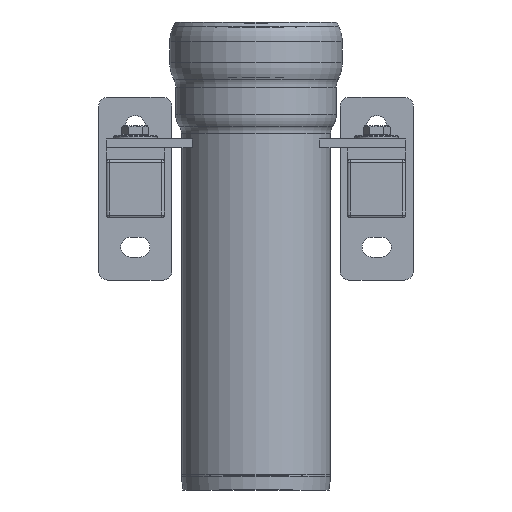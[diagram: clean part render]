
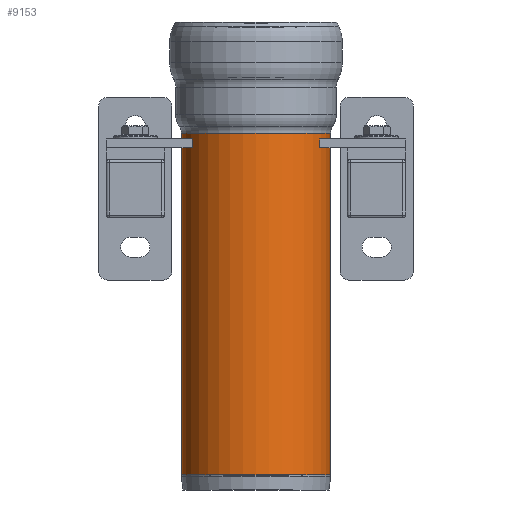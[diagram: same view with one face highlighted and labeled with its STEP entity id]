
A CAD part, front view. The second image highlights one B-rep face of the part: STEP entity #9153.
In plain terms, the highlighted cylindrical face has radius 51 mm (diameter 102 mm), a full revolution.
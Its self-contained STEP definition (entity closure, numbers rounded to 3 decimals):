
#887=FACE_OUTER_BOUND('',#1473,.T.);
#1473=EDGE_LOOP('',(#7500,#7501,#7502,#7503,#7504,#7505));
#2266=LINE('',#16131,#3078);
#3078=VECTOR('',#12044,51.);
#3623=CIRCLE('',#9949,51.);
#3624=CIRCLE('',#9950,51.);
#3629=CIRCLE('',#9957,51.);
#3630=CIRCLE('',#9958,51.);
#4333=VERTEX_POINT('',#16114);
#4334=VERTEX_POINT('',#16115);
#4338=VERTEX_POINT('',#16128);
#4339=VERTEX_POINT('',#16129);
#5433=EDGE_CURVE('',#4333,#4334,#3623,.T.);
#5434=EDGE_CURVE('',#4334,#4333,#3624,.T.);
#5440=EDGE_CURVE('',#4338,#4339,#3629,.T.);
#5441=EDGE_CURVE('',#4338,#4334,#2266,.T.);
#5442=EDGE_CURVE('',#4339,#4338,#3630,.T.);
#7500=ORIENTED_EDGE('',*,*,#5440,.F.);
#7501=ORIENTED_EDGE('',*,*,#5441,.T.);
#7502=ORIENTED_EDGE('',*,*,#5433,.F.);
#7503=ORIENTED_EDGE('',*,*,#5434,.F.);
#7504=ORIENTED_EDGE('',*,*,#5441,.F.);
#7505=ORIENTED_EDGE('',*,*,#5442,.F.);
#8771=CYLINDRICAL_SURFACE('',#9956,51.);
#9153=ADVANCED_FACE('',(#887),#8771,.T.);
#9949=AXIS2_PLACEMENT_3D('',#16116,#12025,#12026);
#9950=AXIS2_PLACEMENT_3D('',#16117,#12027,#12028);
#9956=AXIS2_PLACEMENT_3D('',#16127,#12040,#12041);
#9957=AXIS2_PLACEMENT_3D('',#16130,#12042,#12043);
#9958=AXIS2_PLACEMENT_3D('',#16132,#12045,#12046);
#12025=DIRECTION('center_axis',(0.,0.,-1.));
#12026=DIRECTION('ref_axis',(-1.,0.,0.));
#12027=DIRECTION('center_axis',(0.,0.,-1.));
#12028=DIRECTION('ref_axis',(-1.,0.,0.));
#12040=DIRECTION('center_axis',(0.,0.,1.));
#12041=DIRECTION('ref_axis',(1.,0.,0.));
#12042=DIRECTION('center_axis',(0.,0.,1.));
#12043=DIRECTION('ref_axis',(1.,0.,0.));
#12044=DIRECTION('',(0.,0.,-1.));
#12045=DIRECTION('center_axis',(0.,0.,1.));
#12046=DIRECTION('ref_axis',(1.,0.,0.));
#16114=CARTESIAN_POINT('',(-2916.197,-237.,194.716));
#16115=CARTESIAN_POINT('',(-2967.197,-288.,194.716));
#16116=CARTESIAN_POINT('Origin',(-2916.197,-288.,194.716));
#16117=CARTESIAN_POINT('Origin',(-2916.197,-288.,194.716));
#16127=CARTESIAN_POINT('Origin',(-2916.197,-288.,196.692));
#16128=CARTESIAN_POINT('',(-2967.197,-288.,428.158));
#16129=CARTESIAN_POINT('',(-2916.197,-237.,428.158));
#16130=CARTESIAN_POINT('Origin',(-2916.197,-288.,428.158));
#16131=CARTESIAN_POINT('',(-2967.197,-288.,196.692));
#16132=CARTESIAN_POINT('Origin',(-2916.197,-288.,428.158));
